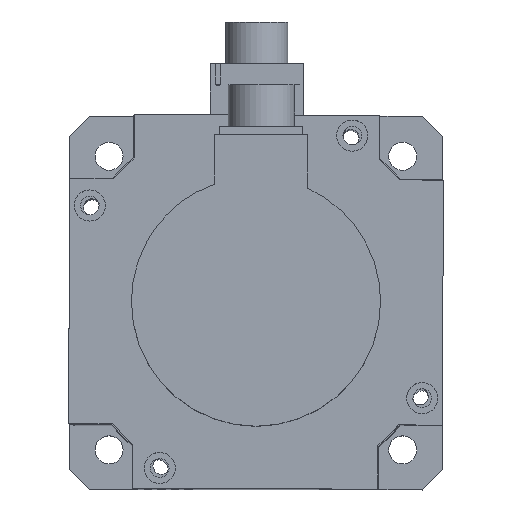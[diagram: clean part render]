
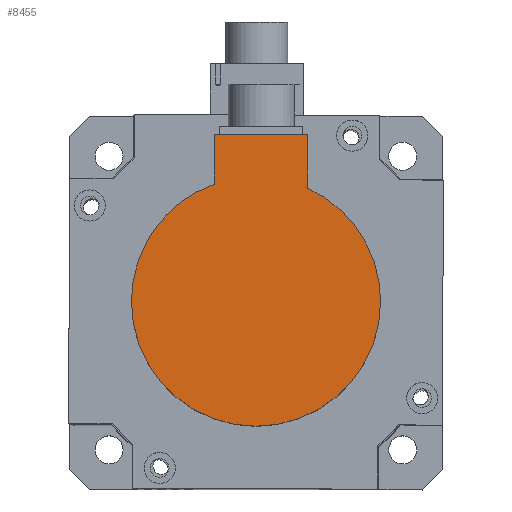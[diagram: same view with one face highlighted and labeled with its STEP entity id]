
A CAD part, top view. The second image highlights one B-rep face of the part: STEP entity #8455.
In plain terms, the highlighted planar face has unit normal (0, 0, 1).
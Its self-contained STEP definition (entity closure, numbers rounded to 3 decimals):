
#101 = CARTESIAN_POINT ( 'NONE',  ( 24.904, 54.587, 51. ) ) ;
#132 = CARTESIAN_POINT ( 'NONE',  ( 24.904, 54.587, 51. ) ) ;
#490 = DIRECTION ( 'NONE',  ( 1., 0., 0. ) ) ;
#611 = VERTEX_POINT ( 'NONE', #6297 ) ;
#691 = CARTESIAN_POINT ( 'NONE',  ( -20., 56.569, 51. ) ) ;
#962 = ORIENTED_EDGE ( 'NONE', *, *, #17322, .T. ) ;
#1173 = AXIS2_PLACEMENT_3D ( 'NONE', #2004, #13446, #490 ) ;
#1175 = DIRECTION ( 'NONE',  ( 0., 0., 1. ) ) ;
#1234 = DIRECTION ( 'NONE',  ( 1., 0., 0. ) ) ;
#2004 = CARTESIAN_POINT ( 'NONE',  ( 0., 0., 51. ) ) ;
#2789 = CARTESIAN_POINT ( 'NONE',  ( -60., 0., 51. ) ) ;
#3681 = DIRECTION ( 'NONE',  ( -1., 0., 0. ) ) ;
#3736 = CIRCLE ( 'NONE', #7623, 60. ) ;
#3937 = ORIENTED_EDGE ( 'NONE', *, *, #13955, .F. ) ;
#4062 = VERTEX_POINT ( 'NONE', #13210 ) ;
#4449 = CIRCLE ( 'NONE', #20660, 60. ) ;
#5510 = DIRECTION ( 'NONE',  ( 0., 0., 1. ) ) ;
#5896 = EDGE_CURVE ( 'NONE', #9931, #4062, #4449, .T. ) ;
#6297 = CARTESIAN_POINT ( 'NONE',  ( 24.904, 80.524, 51. ) ) ;
#6550 = FACE_OUTER_BOUND ( 'NONE', #19738, .T. ) ;
#6582 = VECTOR ( 'NONE', #3681, 1000. ) ;
#7130 = CARTESIAN_POINT ( 'NONE',  ( -20., 80.524, 51. ) ) ;
#7623 = AXIS2_PLACEMENT_3D ( 'NONE', #10807, #1175, #1234 ) ;
#8271 = EDGE_CURVE ( 'NONE', #611, #20404, #10855, .T. ) ;
#8455 = ADVANCED_FACE ( 'NONE', ( #6550 ), #18287, .T. ) ;
#8807 = CARTESIAN_POINT ( 'NONE',  ( 0., 0., 51. ) ) ;
#8867 = EDGE_CURVE ( 'NONE', #16542, #611, #20575, .T. ) ;
#9671 = DIRECTION ( 'NONE',  ( 0., 1., 0. ) ) ;
#9931 = VERTEX_POINT ( 'NONE', #2789 ) ;
#10807 = CARTESIAN_POINT ( 'NONE',  ( 0., 0., 51. ) ) ;
#10855 = LINE ( 'NONE', #18197, #6582 ) ;
#11138 = CARTESIAN_POINT ( 'NONE',  ( -20., 56.569, 51. ) ) ;
#12053 = VECTOR ( 'NONE', #9671, 1000. ) ;
#12810 = VECTOR ( 'NONE', #14390, 1000. ) ;
#13210 = CARTESIAN_POINT ( 'NONE',  ( 60., 0., 51. ) ) ;
#13446 = DIRECTION ( 'NONE',  ( 0., 0., 1. ) ) ;
#13737 = ORIENTED_EDGE ( 'NONE', *, *, #8867, .T. ) ;
#13759 = VERTEX_POINT ( 'NONE', #691 ) ;
#13955 = EDGE_CURVE ( 'NONE', #13759, #20404, #18060, .T. ) ;
#14240 = AXIS2_PLACEMENT_3D ( 'NONE', #15121, #5510, #15054 ) ;
#14390 = DIRECTION ( 'NONE',  ( 0., 1., 0. ) ) ;
#15054 = DIRECTION ( 'NONE',  ( 1., 0., 0. ) ) ;
#15099 = DIRECTION ( 'NONE',  ( 1., 0., 0. ) ) ;
#15121 = CARTESIAN_POINT ( 'NONE',  ( 0., 0., 51. ) ) ;
#15175 = CIRCLE ( 'NONE', #1173, 60. ) ;
#15381 = EDGE_CURVE ( 'NONE', #13759, #9931, #3736, .T. ) ;
#16158 = ORIENTED_EDGE ( 'NONE', *, *, #15381, .T. ) ;
#16542 = VERTEX_POINT ( 'NONE', #101 ) ;
#16736 = DIRECTION ( 'NONE',  ( 0., 0., 1. ) ) ;
#17322 = EDGE_CURVE ( 'NONE', #4062, #16542, #15175, .T. ) ;
#18060 = LINE ( 'NONE', #11138, #12053 ) ;
#18197 = CARTESIAN_POINT ( 'NONE',  ( 24.904, 80.524, 51. ) ) ;
#18232 = ORIENTED_EDGE ( 'NONE', *, *, #5896, .T. ) ;
#18287 = PLANE ( 'NONE',  #14240 ) ;
#19738 = EDGE_LOOP ( 'NONE', ( #3937, #16158, #18232, #962, #13737, #19947 ) ) ;
#19947 = ORIENTED_EDGE ( 'NONE', *, *, #8271, .T. ) ;
#20404 = VERTEX_POINT ( 'NONE', #7130 ) ;
#20575 = LINE ( 'NONE', #132, #12810 ) ;
#20660 = AXIS2_PLACEMENT_3D ( 'NONE', #8807, #16736, #15099 ) ;
